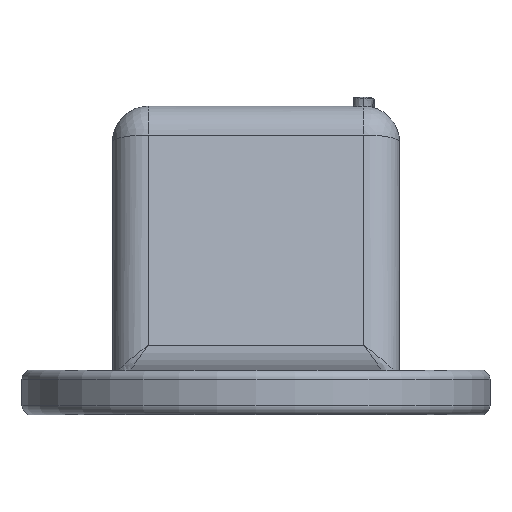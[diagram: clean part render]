
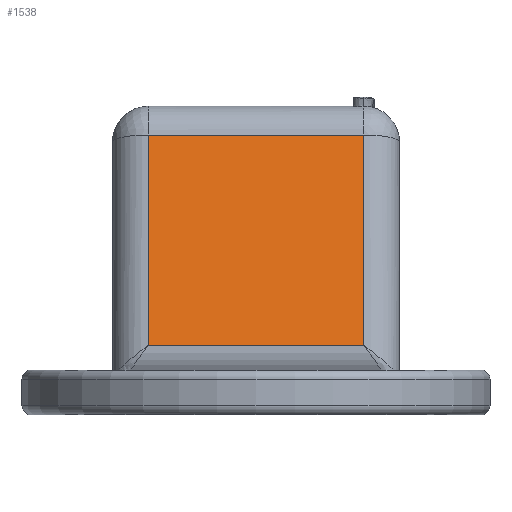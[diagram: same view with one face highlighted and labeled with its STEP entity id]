
A CAD part, left-side view. The second image highlights one B-rep face of the part: STEP entity #1538.
In plain terms, the highlighted planar face has unit normal (-0.981, 0, 0.193).
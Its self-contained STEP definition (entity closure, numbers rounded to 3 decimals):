
#84=PLANE('',#1688);
#169=FACE_OUTER_BOUND('',#271,.T.);
#271=EDGE_LOOP('',(#1228,#1229,#1230,#1231));
#433=LINE('',#3295,#535);
#434=LINE('',#3297,#536);
#435=LINE('',#3298,#537);
#436=LINE('',#3299,#538);
#535=VECTOR('',#2010,10.);
#536=VECTOR('',#2011,10.);
#537=VECTOR('',#2012,10.);
#538=VECTOR('',#2013,10.);
#663=VERTEX_POINT('',#2945);
#675=VERTEX_POINT('',#2996);
#678=VERTEX_POINT('',#3031);
#709=VERTEX_POINT('',#3296);
#899=EDGE_CURVE('',#663,#678,#433,.T.);
#900=EDGE_CURVE('',#709,#663,#434,.T.);
#901=EDGE_CURVE('',#675,#709,#435,.T.);
#902=EDGE_CURVE('',#678,#675,#436,.T.);
#1228=ORIENTED_EDGE('',*,*,#899,.F.);
#1229=ORIENTED_EDGE('',*,*,#900,.F.);
#1230=ORIENTED_EDGE('',*,*,#901,.F.);
#1231=ORIENTED_EDGE('',*,*,#902,.F.);
#1538=ADVANCED_FACE('',(#169),#84,.T.);
#1688=AXIS2_PLACEMENT_3D('',#3294,#2008,#2009);
#2008=DIRECTION('center_axis',(-0.981,0.,0.193));
#2009=DIRECTION('ref_axis',(0.193,0.,0.981));
#2010=DIRECTION('',(-0.193,0.,-0.981));
#2011=DIRECTION('',(0.,-1.,0.));
#2012=DIRECTION('',(0.193,0.,0.981));
#2013=DIRECTION('',(0.,1.,0.));
#2945=CARTESIAN_POINT('',(4.338,3.,27.205));
#2996=CARTESIAN_POINT('',(-0.276,27.,3.773));
#3031=CARTESIAN_POINT('',(-0.276,3.,3.773));
#3294=CARTESIAN_POINT('Origin',(-0.981,0.,0.193));
#3295=CARTESIAN_POINT('',(1.374,3.,12.152));
#3296=CARTESIAN_POINT('',(4.338,27.,27.205));
#3297=CARTESIAN_POINT('',(4.338,0.,27.205));
#3298=CARTESIAN_POINT('',(1.374,27.,12.152));
#3299=CARTESIAN_POINT('',(-0.276,0.,3.773));
